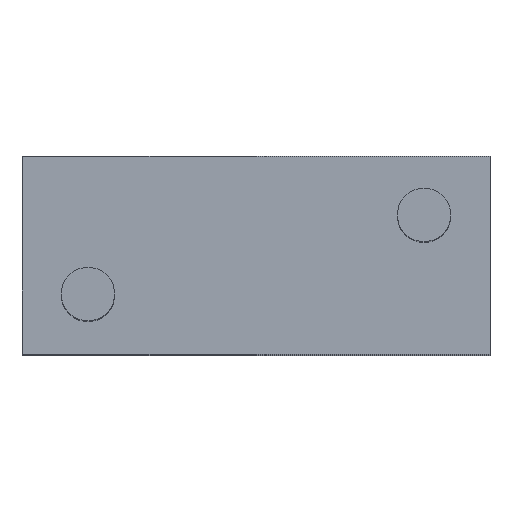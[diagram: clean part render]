
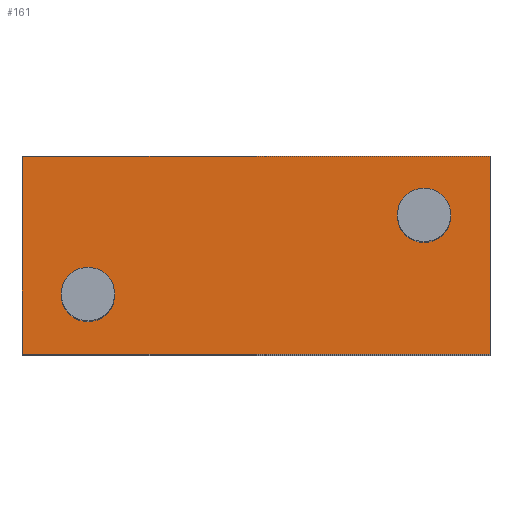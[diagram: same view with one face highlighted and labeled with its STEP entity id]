
A CAD part, top view. The second image highlights one B-rep face of the part: STEP entity #161.
In plain terms, the highlighted planar face has unit normal (0, 0, 1).
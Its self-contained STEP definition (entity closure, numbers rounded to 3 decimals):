
#14=FACE_BOUND('',#50,.T.);
#15=FACE_BOUND('',#51,.T.);
#29=PLANE('',#189);
#39=FACE_OUTER_BOUND('',#49,.T.);
#49=EDGE_LOOP('',(#141,#142,#143,#144));
#50=EDGE_LOOP('',(#145));
#51=EDGE_LOOP('',(#146));
#55=LINE('',#253,#69);
#59=LINE('',#261,#73);
#65=LINE('',#272,#79);
#66=LINE('',#274,#80);
#69=VECTOR('',#213,10.);
#73=VECTOR('',#219,10.);
#79=VECTOR('',#229,10.);
#80=VECTOR('',#232,10.);
#82=CIRCLE('',#179,0.405);
#84=CIRCLE('',#183,0.405);
#86=VERTEX_POINT('',#239);
#88=VERTEX_POINT('',#246);
#89=VERTEX_POINT('',#251);
#90=VERTEX_POINT('',#252);
#93=VERTEX_POINT('',#260);
#96=VERTEX_POINT('',#270);
#99=EDGE_CURVE('',#86,#86,#82,.T.);
#102=EDGE_CURVE('',#88,#88,#84,.T.);
#103=EDGE_CURVE('',#89,#90,#55,.T.);
#107=EDGE_CURVE('',#90,#93,#59,.T.);
#113=EDGE_CURVE('',#89,#96,#65,.T.);
#114=EDGE_CURVE('',#93,#96,#66,.T.);
#141=ORIENTED_EDGE('',*,*,#113,.T.);
#142=ORIENTED_EDGE('',*,*,#114,.F.);
#143=ORIENTED_EDGE('',*,*,#107,.F.);
#144=ORIENTED_EDGE('',*,*,#103,.F.);
#145=ORIENTED_EDGE('',*,*,#99,.T.);
#146=ORIENTED_EDGE('',*,*,#102,.T.);
#161=ADVANCED_FACE('',(#39,#14,#15),#29,.T.);
#179=AXIS2_PLACEMENT_3D('',#241,#198,#199);
#183=AXIS2_PLACEMENT_3D('',#248,#207,#208);
#189=AXIS2_PLACEMENT_3D('',#273,#230,#231);
#198=DIRECTION('center_axis',(0.,0.,-1.));
#199=DIRECTION('ref_axis',(1.,0.,0.));
#207=DIRECTION('center_axis',(0.,0.,-1.));
#208=DIRECTION('ref_axis',(1.,0.,0.));
#213=DIRECTION('',(-1.,0.,0.));
#219=DIRECTION('',(0.,1.,0.));
#229=DIRECTION('',(0.,1.,0.));
#230=DIRECTION('center_axis',(0.,0.,1.));
#231=DIRECTION('ref_axis',(1.,0.,0.));
#232=DIRECTION('',(1.,0.,0.));
#239=CARTESIAN_POINT('',(-2.955,-0.6,5.5));
#241=CARTESIAN_POINT('Origin',(-2.55,-0.6,5.5));
#246=CARTESIAN_POINT('',(2.145,0.6,5.5));
#248=CARTESIAN_POINT('Origin',(2.55,0.6,5.5));
#251=CARTESIAN_POINT('',(3.55,-1.5,5.5));
#252=CARTESIAN_POINT('',(-3.55,-1.5,5.5));
#253=CARTESIAN_POINT('',(-3.55,-1.5,5.5));
#260=CARTESIAN_POINT('',(-3.55,1.5,5.5));
#261=CARTESIAN_POINT('',(-3.55,0.,5.5));
#270=CARTESIAN_POINT('',(3.55,1.5,5.5));
#272=CARTESIAN_POINT('',(3.55,0.,5.5));
#273=CARTESIAN_POINT('Origin',(-3.55,0.,5.5));
#274=CARTESIAN_POINT('',(-3.55,1.5,5.5));
